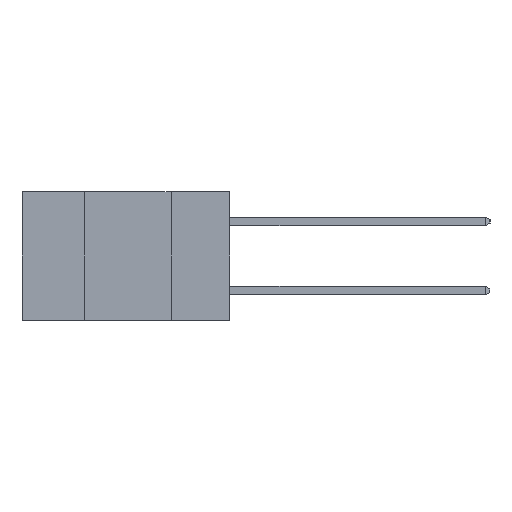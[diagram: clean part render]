
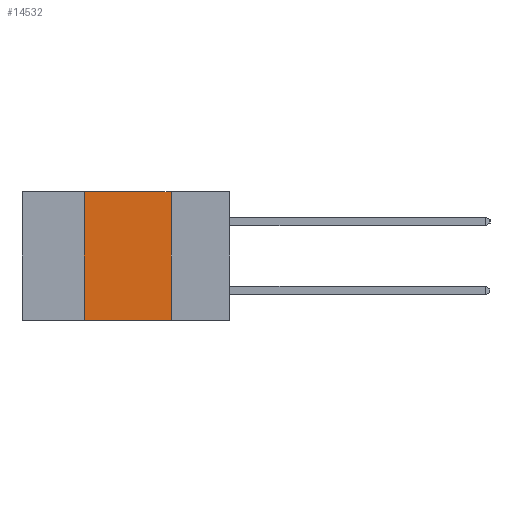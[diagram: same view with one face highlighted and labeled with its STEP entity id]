
A CAD part, left-side view. The second image highlights one B-rep face of the part: STEP entity #14532.
In plain terms, the highlighted planar face has unit normal (-1, 0, 0).
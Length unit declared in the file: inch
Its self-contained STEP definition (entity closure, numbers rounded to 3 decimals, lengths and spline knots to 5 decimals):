
#230 = EDGE_CURVE ( 'NONE', #21168, #968, #15896, .T. ) ;
#344 = DIRECTION ( 'NONE',  ( 0., 0., -1. ) ) ;
#780 = CARTESIAN_POINT ( 'NONE',  ( 0., 0.6, -0.37 ) ) ;
#931 = DIRECTION ( 'NONE',  ( 0., 0., -1. ) ) ;
#968 = VERTEX_POINT ( 'NONE', #23288 ) ;
#1863 = EDGE_CURVE ( 'NONE', #15220, #21168, #5000, .T. ) ;
#2210 = ORIENTED_EDGE ( 'NONE', *, *, #24101, .T. ) ;
#2792 = VECTOR ( 'NONE', #344, 39.37008 ) ;
#5000 = LINE ( 'NONE', #23866, #18712 ) ;
#5042 = LINE ( 'NONE', #20283, #9445 ) ;
#6318 = DIRECTION ( 'NONE',  ( 0., -1., 0. ) ) ;
#6476 = EDGE_LOOP ( 'NONE', ( #17316, #19681, #17895, #2210 ) ) ;
#6854 = CARTESIAN_POINT ( 'NONE',  ( 0., 0.42, 0. ) ) ;
#7842 = LINE ( 'NONE', #780, #8453 ) ;
#8201 = CARTESIAN_POINT ( 'NONE',  ( 0., 0.17, 0. ) ) ;
#8453 = VECTOR ( 'NONE', #6318, 39.37008 ) ;
#9445 = VECTOR ( 'NONE', #23998, 39.37008 ) ;
#11032 = AXIS2_PLACEMENT_3D ( 'NONE', #23267, #12087, #931 ) ;
#11305 = CARTESIAN_POINT ( 'NONE',  ( 0., 0.17, 0. ) ) ;
#12087 = DIRECTION ( 'NONE',  ( 1., 0., 0. ) ) ;
#12943 = VERTEX_POINT ( 'NONE', #23082 ) ;
#13511 = FACE_OUTER_BOUND ( 'NONE', #6476, .T. ) ;
#14532 = ADVANCED_FACE ( 'NONE', ( #13511 ), #17608, .F. ) ;
#15220 = VERTEX_POINT ( 'NONE', #6854 ) ;
#15896 = LINE ( 'NONE', #11305, #2792 ) ;
#17259 = EDGE_CURVE ( 'NONE', #12943, #15220, #5042, .T. ) ;
#17316 = ORIENTED_EDGE ( 'NONE', *, *, #230, .F. ) ;
#17608 = PLANE ( 'NONE',  #11032 ) ;
#17895 = ORIENTED_EDGE ( 'NONE', *, *, #17259, .F. ) ;
#18712 = VECTOR ( 'NONE', #23714, 39.37008 ) ;
#19681 = ORIENTED_EDGE ( 'NONE', *, *, #1863, .F. ) ;
#20283 = CARTESIAN_POINT ( 'NONE',  ( 0., 0.42, 0. ) ) ;
#21168 = VERTEX_POINT ( 'NONE', #8201 ) ;
#23082 = CARTESIAN_POINT ( 'NONE',  ( 0., 0.42, -0.37 ) ) ;
#23267 = CARTESIAN_POINT ( 'NONE',  ( 0., 0.6, 0. ) ) ;
#23288 = CARTESIAN_POINT ( 'NONE',  ( 0., 0.17, -0.37 ) ) ;
#23714 = DIRECTION ( 'NONE',  ( 0., -1., 0. ) ) ;
#23866 = CARTESIAN_POINT ( 'NONE',  ( 0., 0.6, 0. ) ) ;
#23998 = DIRECTION ( 'NONE',  ( 0., 0., 1. ) ) ;
#24101 = EDGE_CURVE ( 'NONE', #12943, #968, #7842, .T. ) ;
